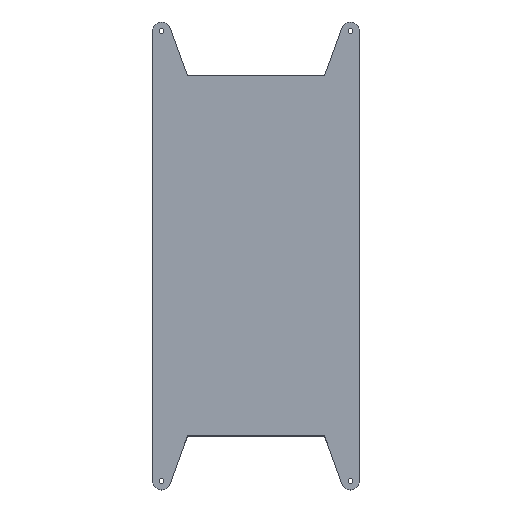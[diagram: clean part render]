
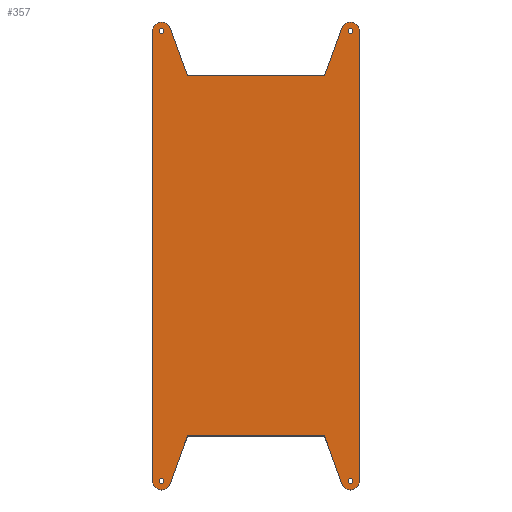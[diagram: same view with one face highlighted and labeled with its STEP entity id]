
A CAD part, top view. The second image highlights one B-rep face of the part: STEP entity #357.
In plain terms, the highlighted planar face has unit normal (0, 0, 1).
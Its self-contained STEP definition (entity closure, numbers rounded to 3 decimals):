
#15=FACE_BOUND('',#68,.T.);
#16=FACE_BOUND('',#69,.T.);
#17=FACE_BOUND('',#70,.T.);
#18=FACE_BOUND('',#71,.T.);
#31=PLANE('',#405);
#49=FACE_OUTER_BOUND('',#67,.T.);
#67=EDGE_LOOP('',(#301,#302,#303,#304,#305,#306,#307,#308,#309,#310,#311,
#312));
#68=EDGE_LOOP('',(#313));
#69=EDGE_LOOP('',(#314));
#70=EDGE_LOOP('',(#315));
#71=EDGE_LOOP('',(#316));
#83=LINE('',#541,#115);
#86=LINE('',#547,#118);
#89=LINE('',#553,#121);
#93=LINE('',#565,#125);
#97=LINE('',#577,#129);
#100=LINE('',#583,#132);
#103=LINE('',#589,#135);
#107=LINE('',#601,#139);
#115=VECTOR('',#441,10.);
#118=VECTOR('',#446,10.);
#121=VECTOR('',#451,10.);
#125=VECTOR('',#463,10.);
#129=VECTOR('',#475,10.);
#132=VECTOR('',#480,10.);
#135=VECTOR('',#485,10.);
#139=VECTOR('',#497,10.);
#141=CIRCLE('',#374,2.75);
#143=CIRCLE('',#377,2.75);
#145=CIRCLE('',#380,2.75);
#147=CIRCLE('',#383,2.75);
#150=CIRCLE('',#390,10.);
#152=CIRCLE('',#394,10.);
#154=CIRCLE('',#400,10.);
#156=CIRCLE('',#404,10.);
#157=VERTEX_POINT('',#511);
#159=VERTEX_POINT('',#517);
#161=VERTEX_POINT('',#523);
#163=VERTEX_POINT('',#529);
#167=VERTEX_POINT('',#538);
#168=VERTEX_POINT('',#540);
#170=VERTEX_POINT('',#546);
#172=VERTEX_POINT('',#552);
#174=VERTEX_POINT('',#558);
#176=VERTEX_POINT('',#564);
#178=VERTEX_POINT('',#570);
#180=VERTEX_POINT('',#576);
#182=VERTEX_POINT('',#582);
#184=VERTEX_POINT('',#588);
#186=VERTEX_POINT('',#594);
#188=VERTEX_POINT('',#600);
#189=EDGE_CURVE('',#157,#157,#141,.T.);
#192=EDGE_CURVE('',#159,#159,#143,.T.);
#195=EDGE_CURVE('',#161,#161,#145,.T.);
#198=EDGE_CURVE('',#163,#163,#147,.T.);
#203=EDGE_CURVE('',#168,#167,#83,.T.);
#206=EDGE_CURVE('',#170,#168,#86,.T.);
#209=EDGE_CURVE('',#172,#170,#89,.T.);
#212=EDGE_CURVE('',#174,#172,#150,.T.);
#215=EDGE_CURVE('',#176,#174,#93,.T.);
#218=EDGE_CURVE('',#178,#176,#152,.T.);
#221=EDGE_CURVE('',#180,#178,#97,.T.);
#224=EDGE_CURVE('',#182,#180,#100,.T.);
#227=EDGE_CURVE('',#184,#182,#103,.T.);
#230=EDGE_CURVE('',#186,#184,#154,.T.);
#233=EDGE_CURVE('',#188,#186,#107,.T.);
#236=EDGE_CURVE('',#167,#188,#156,.T.);
#301=ORIENTED_EDGE('',*,*,#236,.T.);
#302=ORIENTED_EDGE('',*,*,#233,.T.);
#303=ORIENTED_EDGE('',*,*,#230,.T.);
#304=ORIENTED_EDGE('',*,*,#227,.T.);
#305=ORIENTED_EDGE('',*,*,#224,.T.);
#306=ORIENTED_EDGE('',*,*,#221,.T.);
#307=ORIENTED_EDGE('',*,*,#218,.T.);
#308=ORIENTED_EDGE('',*,*,#215,.T.);
#309=ORIENTED_EDGE('',*,*,#212,.T.);
#310=ORIENTED_EDGE('',*,*,#209,.T.);
#311=ORIENTED_EDGE('',*,*,#206,.T.);
#312=ORIENTED_EDGE('',*,*,#203,.T.);
#313=ORIENTED_EDGE('',*,*,#198,.T.);
#314=ORIENTED_EDGE('',*,*,#195,.T.);
#315=ORIENTED_EDGE('',*,*,#192,.T.);
#316=ORIENTED_EDGE('',*,*,#189,.T.);
#357=ADVANCED_FACE('',(#49,#15,#16,#17,#18),#31,.T.);
#374=AXIS2_PLACEMENT_3D('',#512,#411,#412);
#377=AXIS2_PLACEMENT_3D('',#518,#418,#419);
#380=AXIS2_PLACEMENT_3D('',#524,#425,#426);
#383=AXIS2_PLACEMENT_3D('',#530,#432,#433);
#390=AXIS2_PLACEMENT_3D('',#559,#457,#458);
#394=AXIS2_PLACEMENT_3D('',#571,#469,#470);
#400=AXIS2_PLACEMENT_3D('',#595,#491,#492);
#404=AXIS2_PLACEMENT_3D('',#605,#503,#504);
#405=AXIS2_PLACEMENT_3D('',#606,#505,#506);
#411=DIRECTION('center_axis',(0.,0.,-1.));
#412=DIRECTION('ref_axis',(1.,0.,0.));
#418=DIRECTION('center_axis',(0.,0.,-1.));
#419=DIRECTION('ref_axis',(1.,0.,0.));
#425=DIRECTION('center_axis',(0.,0.,-1.));
#426=DIRECTION('ref_axis',(1.,0.,0.));
#432=DIRECTION('center_axis',(0.,0.,-1.));
#433=DIRECTION('ref_axis',(1.,0.,0.));
#441=DIRECTION('',(-0.342,0.94,0.));
#446=DIRECTION('',(-1.,0.,0.));
#451=DIRECTION('',(-0.342,-0.94,0.));
#457=DIRECTION('center_axis',(0.,0.,1.));
#458=DIRECTION('ref_axis',(0.999,-0.045,0.));
#463=DIRECTION('',(0.,1.,0.));
#469=DIRECTION('center_axis',(0.,0.,1.));
#470=DIRECTION('ref_axis',(-0.999,0.038,0.));
#475=DIRECTION('',(0.342,-0.94,0.));
#480=DIRECTION('',(1.,0.,0.));
#485=DIRECTION('',(0.342,0.94,0.));
#491=DIRECTION('center_axis',(0.,0.,1.));
#492=DIRECTION('ref_axis',(-1.,0.,0.));
#497=DIRECTION('',(0.,-1.,0.));
#503=DIRECTION('center_axis',(0.,0.,1.));
#504=DIRECTION('ref_axis',(1.,0.,0.));
#505=DIRECTION('center_axis',(0.,0.,1.));
#506=DIRECTION('ref_axis',(1.,0.,0.));
#511=CARTESIAN_POINT('',(-107.75,-250.,10.));
#512=CARTESIAN_POINT('Origin',(-105.,-250.,10.));
#517=CARTESIAN_POINT('',(102.25,-250.,10.));
#518=CARTESIAN_POINT('Origin',(105.,-250.,10.));
#523=CARTESIAN_POINT('',(102.25,250.,10.));
#524=CARTESIAN_POINT('Origin',(105.,250.,10.));
#529=CARTESIAN_POINT('',(-107.75,250.,10.));
#530=CARTESIAN_POINT('Origin',(-105.,250.,10.));
#538=CARTESIAN_POINT('',(-95.603,253.42,10.));
#540=CARTESIAN_POINT('',(-76.16,200.,10.));
#541=CARTESIAN_POINT('',(-95.603,253.42,10.));
#546=CARTESIAN_POINT('',(76.16,200.,10.));
#547=CARTESIAN_POINT('',(-76.16,200.,10.));
#552=CARTESIAN_POINT('',(95.603,253.42,10.));
#553=CARTESIAN_POINT('',(95.603,253.42,10.));
#558=CARTESIAN_POINT('',(115.,250.,10.));
#559=CARTESIAN_POINT('Origin',(105.,250.,10.));
#564=CARTESIAN_POINT('',(115.,-250.,10.));
#565=CARTESIAN_POINT('',(115.,260.,10.));
#570=CARTESIAN_POINT('',(95.603,-253.42,10.));
#571=CARTESIAN_POINT('Origin',(105.,-250.,10.));
#576=CARTESIAN_POINT('',(76.16,-200.,10.));
#577=CARTESIAN_POINT('',(95.603,-253.42,10.));
#582=CARTESIAN_POINT('',(-76.16,-200.,10.));
#583=CARTESIAN_POINT('',(-76.16,-200.,10.));
#588=CARTESIAN_POINT('',(-95.603,-253.42,10.));
#589=CARTESIAN_POINT('',(-95.603,-253.42,10.));
#594=CARTESIAN_POINT('',(-115.,-250.,10.));
#595=CARTESIAN_POINT('Origin',(-105.,-250.,10.));
#600=CARTESIAN_POINT('',(-115.,250.,10.));
#601=CARTESIAN_POINT('',(-115.,-260.,10.));
#605=CARTESIAN_POINT('Origin',(-105.,250.,10.));
#606=CARTESIAN_POINT('Origin',(0.,0.,10.));
